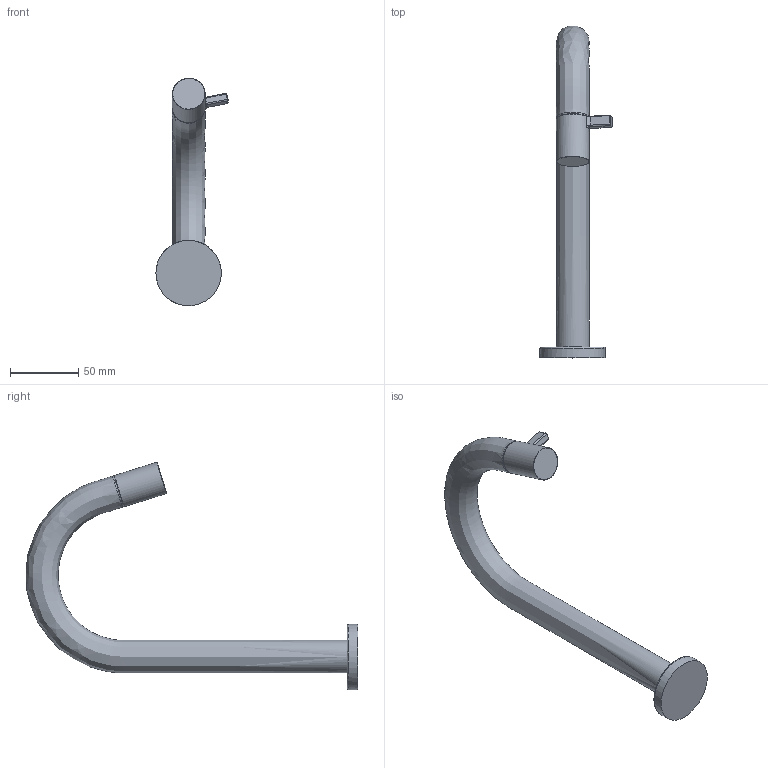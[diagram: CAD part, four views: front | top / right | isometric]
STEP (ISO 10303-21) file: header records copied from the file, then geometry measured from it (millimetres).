
FILE_DESCRIPTION (( 'STEP AP203' ), '1' );
FILE_NAME ('50918101+50918191.STEP', '2017-12-21T12:37:19', ( '' ), ( '' ), 'SwSTEP 2.0', 'SolidWorks 2016', '' );
FILE_SCHEMA (( 'CONFIG_CONTROL_DESIGN' ));
Length unit declared in the file: millimetre
Products named in the file (1): 50918101+50918191
Bounding box: 52.94 x 243.71 x 167.06 mm (x, y, z)
Volume: 189590.9 mm3; surface area: 34028 mm2
Topology: 1 solids, 1 shells, 37 faces, 89 edges, 51 vertices
Faces by surface type: bspline 15, cylinder 13, plane 9
Full cylindrical faces by diameter (mm): 24 x2, 48 x1
Entity records: 2466 total; most frequent: CARTESIAN_POINT 1714, ORIENTED_EDGE 148, DIRECTION 120, EDGE_CURVE 74, AXIS2_PLACEMENT_3D 50, VERTEX_POINT 46, EDGE_LOOP 44, FACE_OUTER_BOUND 43
